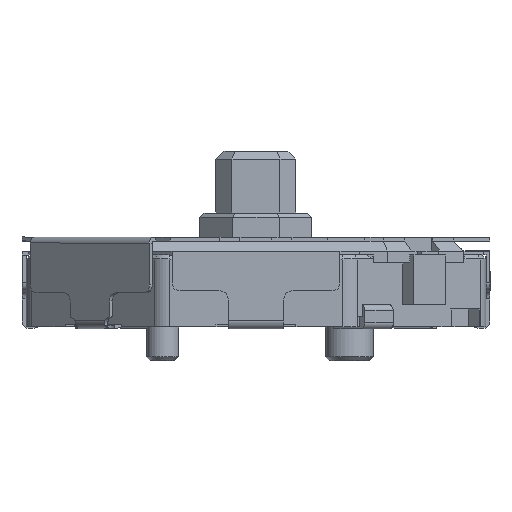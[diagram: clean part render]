
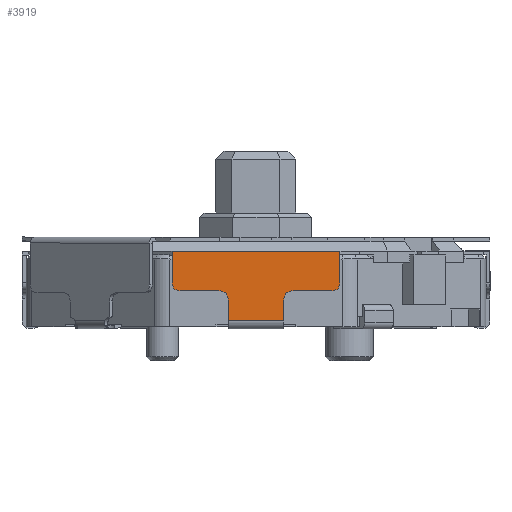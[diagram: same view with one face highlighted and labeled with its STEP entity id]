
A CAD part, front view. The second image highlights one B-rep face of the part: STEP entity #3919.
In plain terms, the highlighted face is planar.
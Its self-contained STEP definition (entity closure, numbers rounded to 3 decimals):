
#332 = CARTESIAN_POINT ( 'NONE',  ( 2.652, -5.621, -0.35 ) ) ;
#353 = CARTESIAN_POINT ( 'NONE',  ( 5.48, -2.793, -1.35 ) ) ;
#401 = VERTEX_POINT ( 'NONE', #353 ) ;
#444 = DIRECTION ( 'NONE',  ( 0., 0., -1. ) ) ;
#466 = VERTEX_POINT ( 'NONE', #332 ) ;
#491 = CARTESIAN_POINT ( 'NONE',  ( 5.621, -2.652, -1.15 ) ) ;
#535 = VERTEX_POINT ( 'NONE', #1346 ) ;
#536 = CARTESIAN_POINT ( 'NONE',  ( 5.48, -2.793, -2.094 ) ) ;
#618 = VERTEX_POINT ( 'NONE', #812 ) ;
#697 = VERTEX_POINT ( 'NONE', #1467 ) ;
#700 = VERTEX_POINT ( 'NONE', #491 ) ;
#812 = CARTESIAN_POINT ( 'NONE',  ( 2.793, -5.48, -1.35 ) ) ;
#986 = CARTESIAN_POINT ( 'NONE',  ( 3.5, -4.773, -1.35 ) ) ;
#1081 = VERTEX_POINT ( 'NONE', #1367 ) ;
#1317 = DIRECTION ( 'NONE',  ( -0.707, 0.707, 0. ) ) ;
#1331 = CARTESIAN_POINT ( 'NONE',  ( 5.621, -2.652, -1.15 ) ) ;
#1346 = CARTESIAN_POINT ( 'NONE',  ( 4.773, -3.5, -1.35 ) ) ;
#1367 = CARTESIAN_POINT ( 'NONE',  ( 5.621, -2.652, -0.35 ) ) ;
#1383 = CARTESIAN_POINT ( 'NONE',  ( 2.652, -5.621, -0.35 ) ) ;
#1426 = VERTEX_POINT ( 'NONE', #986 ) ;
#1430 = DIRECTION ( 'NONE',  ( 0.707, 0.707, 0. ) ) ;
#1436 = DIRECTION ( 'NONE',  ( 0., 0., 1. ) ) ;
#1467 = CARTESIAN_POINT ( 'NONE',  ( 2.652, -5.621, -1.15 ) ) ;
#1586 = DIRECTION ( 'NONE',  ( -0.707, -0.707, 0. ) ) ;
#1604 = CARTESIAN_POINT ( 'NONE',  ( 3.5, -4.773, -1.55 ) ) ;
#1681 = DIRECTION ( 'NONE',  ( 0.707, 0.707, 0. ) ) ;
#1735 = CARTESIAN_POINT ( 'NONE',  ( 2.793, -5.48, -1.15 ) ) ;
#1812 = CARTESIAN_POINT ( 'NONE',  ( 4.773, -3.5, -1.35 ) ) ;
#1929 = DIRECTION ( 'NONE',  ( 0.707, -0.707, 0. ) ) ;
#1952 = DIRECTION ( 'NONE',  ( 0.707, 0.707, 0. ) ) ;
#2012 = EDGE_CURVE ( 'NONE', #466, #697, #10180, .T. ) ;
#2033 = EDGE_CURVE ( 'NONE', #17936, #17972, #10233, .T. ) ;
#2064 = EDGE_CURVE ( 'NONE', #1426, #21874, #10315, .T. ) ;
#2128 = EDGE_CURVE ( 'NONE', #700, #1081, #10474, .T. ) ;
#2181 = EDGE_CURVE ( 'NONE', #697, #618, #10607, .T. ) ;
#2241 = EDGE_CURVE ( 'NONE', #535, #401, #10721, .T. ) ;
#2369 = EDGE_CURVE ( 'NONE', #21874, #17936, #11067, .T. ) ;
#2370 = EDGE_CURVE ( 'NONE', #17972, #18084, #11069, .T. ) ;
#3026 = ORIENTED_EDGE ( 'NONE', *, *, #2369, .T. ) ;
#3029 = ORIENTED_EDGE ( 'NONE', *, *, #2033, .T. ) ;
#3031 = ORIENTED_EDGE ( 'NONE', *, *, #2370, .T. ) ;
#3125 = ORIENTED_EDGE ( 'NONE', *, *, #3865, .T. ) ;
#3127 = ORIENTED_EDGE ( 'NONE', *, *, #2241, .T. ) ;
#3243 = ORIENTED_EDGE ( 'NONE', *, *, #2128, .T. ) ;
#3244 = ORIENTED_EDGE ( 'NONE', *, *, #3857, .T. ) ;
#3246 = ORIENTED_EDGE ( 'NONE', *, *, #2012, .T. ) ;
#3251 = EDGE_LOOP ( 'NONE', ( #3026, #3029, #3031, #3125, #3127, #3467, #3243, #3244, #3246, #3380, #3253, #3377 ) ) ;
#3253 = ORIENTED_EDGE ( 'NONE', *, *, #3861, .T. ) ;
#3377 = ORIENTED_EDGE ( 'NONE', *, *, #2064, .T. ) ;
#3380 = ORIENTED_EDGE ( 'NONE', *, *, #2181, .T. ) ;
#3467 = ORIENTED_EDGE ( 'NONE', *, *, #3868, .T. ) ;
#3857 = EDGE_CURVE ( 'NONE', #1081, #466, #12089, .T. ) ;
#3861 = EDGE_CURVE ( 'NONE', #618, #1426, #12105, .T. ) ;
#3865 = EDGE_CURVE ( 'NONE', #18084, #535, #12127, .T. ) ;
#3868 = EDGE_CURVE ( 'NONE', #401, #700, #12137, .T. ) ;
#3919 = ADVANCED_FACE ( 'NONE', ( #15905 ), #14012, .T. ) ;
#8953 = AXIS2_PLACEMENT_3D ( 'NONE', #1604, #1317, #1586 ) ;
#8974 = AXIS2_PLACEMENT_3D ( 'NONE', #1735, #1929, #1681 ) ;
#9040 = AXIS2_PLACEMENT_3D ( 'NONE', #13780, #13803, #13804 ) ;
#9042 = AXIS2_PLACEMENT_3D ( 'NONE', #13783, #13796, #13797 ) ;
#9119 = AXIS2_PLACEMENT_3D ( 'NONE', #14004, #14024, #14025 ) ;
#10177 = VECTOR ( 'NONE', #444, 1000. ) ;
#10180 = LINE ( 'NONE', #1383, #10177 ) ;
#10233 = LINE ( 'NONE', #536, #10235 ) ;
#10235 = VECTOR ( 'NONE', #1430, 1000. ) ;
#10315 = CIRCLE ( 'NONE', #8953, 0.2 ) ;
#10474 = LINE ( 'NONE', #1331, #10475 ) ;
#10475 = VECTOR ( 'NONE', #1436, 1000. ) ;
#10607 = CIRCLE ( 'NONE', #8974, 0.2 ) ;
#10721 = LINE ( 'NONE', #1812, #10752 ) ;
#10752 = VECTOR ( 'NONE', #1952, 1000. ) ;
#11067 = LINE ( 'NONE', #13163, #11068 ) ;
#11068 = VECTOR ( 'NONE', #13164, 1000. ) ;
#11069 = LINE ( 'NONE', #13165, #11070 ) ;
#11070 = VECTOR ( 'NONE', #13166, 1000. ) ;
#12089 = LINE ( 'NONE', #13778, #12091 ) ;
#12091 = VECTOR ( 'NONE', #13779, 1000. ) ;
#12105 = LINE ( 'NONE', #13787, #12107 ) ;
#12107 = VECTOR ( 'NONE', #13788, 1000. ) ;
#12127 = CIRCLE ( 'NONE', #9042, 0.2 ) ;
#12137 = CIRCLE ( 'NONE', #9040, 0.2 ) ;
#13163 = CARTESIAN_POINT ( 'NONE',  ( 3.642, -4.632, -1.55 ) ) ;
#13164 = DIRECTION ( 'NONE',  ( 0., 0., -1. ) ) ;
#13165 = CARTESIAN_POINT ( 'NONE',  ( 4.632, -3.642, -2.3 ) ) ;
#13166 = DIRECTION ( 'NONE',  ( 0., 0., 1. ) ) ;
#13778 = CARTESIAN_POINT ( 'NONE',  ( 5.48, -2.793, -0.35 ) ) ;
#13779 = DIRECTION ( 'NONE',  ( -0.707, -0.707, 0. ) ) ;
#13780 = CARTESIAN_POINT ( 'NONE',  ( 5.48, -2.793, -1.15 ) ) ;
#13783 = CARTESIAN_POINT ( 'NONE',  ( 4.773, -3.5, -1.55 ) ) ;
#13787 = CARTESIAN_POINT ( 'NONE',  ( 2.793, -5.48, -1.35 ) ) ;
#13788 = DIRECTION ( 'NONE',  ( 0.707, 0.707, 0. ) ) ;
#13796 = DIRECTION ( 'NONE',  ( -0.707, 0.707, 0. ) ) ;
#13797 = DIRECTION ( 'NONE',  ( -0.707, -0.707, 0. ) ) ;
#13803 = DIRECTION ( 'NONE',  ( 0.707, -0.707, 0. ) ) ;
#13804 = DIRECTION ( 'NONE',  ( 0.707, 0.707, 0. ) ) ;
#14004 = CARTESIAN_POINT ( 'NONE',  ( 5.48, -2.793, -1.15 ) ) ;
#14012 = PLANE ( 'NONE',  #9119 ) ;
#14024 = DIRECTION ( 'NONE',  ( 0.707, -0.707, 0. ) ) ;
#14025 = DIRECTION ( 'NONE',  ( 0.707, 0.707, 0. ) ) ;
#15905 = FACE_OUTER_BOUND ( 'NONE', #3251, .T. ) ;
#17936 = VERTEX_POINT ( 'NONE', #22201 ) ;
#17972 = VERTEX_POINT ( 'NONE', #22797 ) ;
#18084 = VERTEX_POINT ( 'NONE', #22823 ) ;
#21874 = VERTEX_POINT ( 'NONE', #22886 ) ;
#22201 = CARTESIAN_POINT ( 'NONE',  ( 3.642, -4.632, -2.094 ) ) ;
#22797 = CARTESIAN_POINT ( 'NONE',  ( 4.632, -3.642, -2.094 ) ) ;
#22823 = CARTESIAN_POINT ( 'NONE',  ( 4.632, -3.642, -1.55 ) ) ;
#22886 = CARTESIAN_POINT ( 'NONE',  ( 3.642, -4.632, -1.55 ) ) ;
